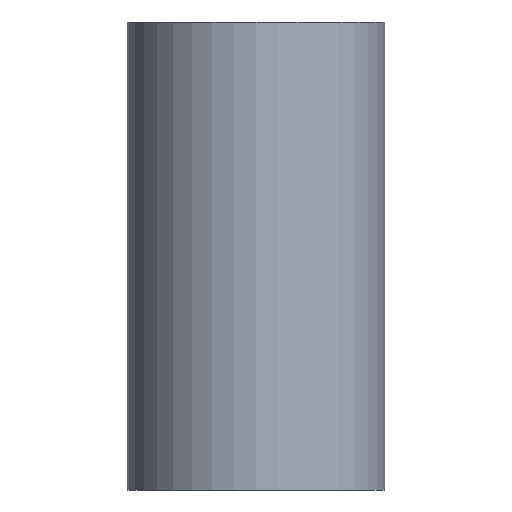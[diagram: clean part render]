
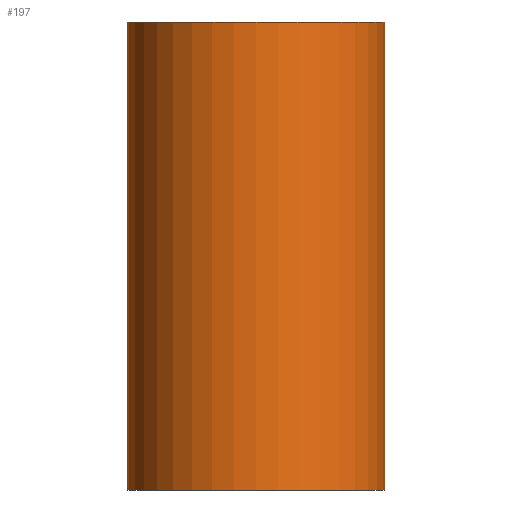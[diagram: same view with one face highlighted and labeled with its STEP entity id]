
A CAD part, front view. The second image highlights one B-rep face of the part: STEP entity #197.
In plain terms, the highlighted cylindrical face has radius 81.5 mm (diameter 163 mm), a full revolution.
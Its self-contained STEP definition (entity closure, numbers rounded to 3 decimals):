
#16=B_SPLINE_CURVE_WITH_KNOTS('',3,(#409,#410,#411,#412,#413,#414,#415,
#416,#417,#418,#419,#420,#421,#422,#423,#424,#425,#426,#427,#428,#429,#430,
#431,#432,#433,#434,#435,#436,#437,#438,#439,#440,#441,#442,#443,#444,#445,
#446,#447,#448,#449,#450,#451,#452,#453,#454,#455,#456,#457,#458,#459,#460,
#461,#462,#463,#464,#465,#466,#467,#468,#469,#470,#471,#472,#473,#474),
 .UNSPECIFIED.,.T.,.F.,(4,2,2,2,2,2,2,2,2,2,2,2,2,2,2,2,2,2,2,2,2,2,2,2,
2,2,2,2,2,2,2,2,4),(0.,1.042,2.084,3.126,
4.168,5.201,6.233,7.265,8.297,
9.329,10.361,11.393,12.425,13.467,
14.509,15.551,16.593,17.635,18.677,
19.72,20.762,21.794,22.826,23.858,
24.89,25.922,26.954,27.986,29.018,
30.06,31.102,32.144,33.187),
 .UNSPECIFIED.);
#29=CYLINDRICAL_SURFACE('',#230,81.5);
#44=FACE_BOUND('',#92,.T.);
#45=FACE_BOUND('',#93,.T.);
#61=FACE_OUTER_BOUND('',#91,.T.);
#91=EDGE_LOOP('',(#174));
#92=EDGE_LOOP('',(#175));
#93=EDGE_LOOP('',(#176));
#101=CIRCLE('',#208,81.5);
#105=CIRCLE('',#215,81.5);
#116=VERTEX_POINT('',#307);
#120=VERTEX_POINT('',#318);
#129=VERTEX_POINT('',#408);
#133=EDGE_CURVE('',#116,#116,#101,.T.);
#137=EDGE_CURVE('',#120,#120,#105,.T.);
#146=EDGE_CURVE('',#129,#129,#16,.T.);
#174=ORIENTED_EDGE('',*,*,#133,.F.);
#175=ORIENTED_EDGE('',*,*,#137,.F.);
#176=ORIENTED_EDGE('',*,*,#146,.T.);
#197=ADVANCED_FACE('',(#61,#44,#45),#29,.T.);
#208=AXIS2_PLACEMENT_3D('',#308,#247,#248);
#215=AXIS2_PLACEMENT_3D('',#319,#261,#262);
#230=AXIS2_PLACEMENT_3D('',#475,#291,#292);
#247=DIRECTION('center_axis',(0.,0.,1.));
#248=DIRECTION('ref_axis',(-1.,0.,0.));
#261=DIRECTION('center_axis',(0.,0.,-1.));
#262=DIRECTION('ref_axis',(-1.,0.,0.));
#291=DIRECTION('center_axis',(0.,0.,1.));
#292=DIRECTION('ref_axis',(-1.,0.,0.));
#307=CARTESIAN_POINT('',(81.5,0.,148.));
#308=CARTESIAN_POINT('Origin',(0.,0.,148.));
#318=CARTESIAN_POINT('',(81.5,0.,-148.));
#319=CARTESIAN_POINT('Origin',(0.,0.,-148.));
#408=CARTESIAN_POINT('',(53.,61.913,0.));
#409=CARTESIAN_POINT('Ctrl Pts',(53.,61.913,0.));
#410=CARTESIAN_POINT('Ctrl Pts',(53.,61.913,3.474));
#411=CARTESIAN_POINT('Ctrl Pts',(52.654,62.215,7.007));
#412=CARTESIAN_POINT('Ctrl Pts',(51.255,63.372,13.943));
#413=CARTESIAN_POINT('Ctrl Pts',(50.204,64.224,17.346));
#414=CARTESIAN_POINT('Ctrl Pts',(47.477,66.266,23.818));
#415=CARTESIAN_POINT('Ctrl Pts',(45.798,67.453,26.893));
#416=CARTESIAN_POINT('Ctrl Pts',(41.952,69.91,32.569));
#417=CARTESIAN_POINT('Ctrl Pts',(39.783,71.178,35.17));
#418=CARTESIAN_POINT('Ctrl Pts',(35.192,73.555,39.761));
#419=CARTESIAN_POINT('Ctrl Pts',(32.604,74.757,41.926));
#420=CARTESIAN_POINT('Ctrl Pts',(26.926,76.984,45.78));
#421=CARTESIAN_POINT('Ctrl Pts',(23.836,78.009,47.469));
#422=CARTESIAN_POINT('Ctrl Pts',(17.332,79.707,50.21));
#423=CARTESIAN_POINT('Ctrl Pts',(13.911,80.38,51.264));
#424=CARTESIAN_POINT('Ctrl Pts',(6.965,81.277,52.66));
#425=CARTESIAN_POINT('Ctrl Pts',(3.44,81.5,53.));
#426=CARTESIAN_POINT('Ctrl Pts',(-3.44,81.5,53.));
#427=CARTESIAN_POINT('Ctrl Pts',(-6.965,81.277,52.66));
#428=CARTESIAN_POINT('Ctrl Pts',(-13.911,80.38,51.264));
#429=CARTESIAN_POINT('Ctrl Pts',(-17.332,79.707,50.21));
#430=CARTESIAN_POINT('Ctrl Pts',(-23.836,78.009,47.469));
#431=CARTESIAN_POINT('Ctrl Pts',(-26.926,76.984,45.78));
#432=CARTESIAN_POINT('Ctrl Pts',(-32.604,74.757,41.926));
#433=CARTESIAN_POINT('Ctrl Pts',(-35.192,73.555,39.761));
#434=CARTESIAN_POINT('Ctrl Pts',(-39.783,71.178,35.17));
#435=CARTESIAN_POINT('Ctrl Pts',(-41.952,69.91,32.569));
#436=CARTESIAN_POINT('Ctrl Pts',(-45.798,67.453,26.893));
#437=CARTESIAN_POINT('Ctrl Pts',(-47.477,66.266,23.818));
#438=CARTESIAN_POINT('Ctrl Pts',(-50.204,64.224,17.346));
#439=CARTESIAN_POINT('Ctrl Pts',(-51.255,63.372,13.943));
#440=CARTESIAN_POINT('Ctrl Pts',(-52.654,62.215,7.007));
#441=CARTESIAN_POINT('Ctrl Pts',(-53.,61.913,3.474));
#442=CARTESIAN_POINT('Ctrl Pts',(-53.,61.913,-3.474));
#443=CARTESIAN_POINT('Ctrl Pts',(-52.654,62.215,-7.007));
#444=CARTESIAN_POINT('Ctrl Pts',(-51.255,63.372,-13.943));
#445=CARTESIAN_POINT('Ctrl Pts',(-50.204,64.224,-17.346));
#446=CARTESIAN_POINT('Ctrl Pts',(-47.477,66.266,-23.818));
#447=CARTESIAN_POINT('Ctrl Pts',(-45.798,67.453,-26.893));
#448=CARTESIAN_POINT('Ctrl Pts',(-41.952,69.91,-32.569));
#449=CARTESIAN_POINT('Ctrl Pts',(-39.783,71.178,-35.17));
#450=CARTESIAN_POINT('Ctrl Pts',(-35.192,73.555,-39.761));
#451=CARTESIAN_POINT('Ctrl Pts',(-32.604,74.757,-41.926));
#452=CARTESIAN_POINT('Ctrl Pts',(-26.926,76.984,-45.78));
#453=CARTESIAN_POINT('Ctrl Pts',(-23.836,78.009,-47.469));
#454=CARTESIAN_POINT('Ctrl Pts',(-17.332,79.707,-50.21));
#455=CARTESIAN_POINT('Ctrl Pts',(-13.911,80.38,-51.264));
#456=CARTESIAN_POINT('Ctrl Pts',(-6.965,81.277,-52.66));
#457=CARTESIAN_POINT('Ctrl Pts',(-3.44,81.5,-53.));
#458=CARTESIAN_POINT('Ctrl Pts',(3.44,81.5,-53.));
#459=CARTESIAN_POINT('Ctrl Pts',(6.965,81.277,-52.66));
#460=CARTESIAN_POINT('Ctrl Pts',(13.911,80.38,-51.264));
#461=CARTESIAN_POINT('Ctrl Pts',(17.332,79.707,-50.21));
#462=CARTESIAN_POINT('Ctrl Pts',(23.836,78.009,-47.469));
#463=CARTESIAN_POINT('Ctrl Pts',(26.926,76.984,-45.78));
#464=CARTESIAN_POINT('Ctrl Pts',(32.604,74.757,-41.926));
#465=CARTESIAN_POINT('Ctrl Pts',(35.192,73.555,-39.761));
#466=CARTESIAN_POINT('Ctrl Pts',(39.783,71.178,-35.17));
#467=CARTESIAN_POINT('Ctrl Pts',(41.952,69.91,-32.569));
#468=CARTESIAN_POINT('Ctrl Pts',(45.798,67.453,-26.893));
#469=CARTESIAN_POINT('Ctrl Pts',(47.477,66.266,-23.818));
#470=CARTESIAN_POINT('Ctrl Pts',(50.204,64.224,-17.346));
#471=CARTESIAN_POINT('Ctrl Pts',(51.255,63.372,-13.943));
#472=CARTESIAN_POINT('Ctrl Pts',(52.654,62.215,-7.007));
#473=CARTESIAN_POINT('Ctrl Pts',(53.,61.913,-3.474));
#474=CARTESIAN_POINT('Ctrl Pts',(53.,61.913,0.));
#475=CARTESIAN_POINT('Origin',(0.,0.,0.));
